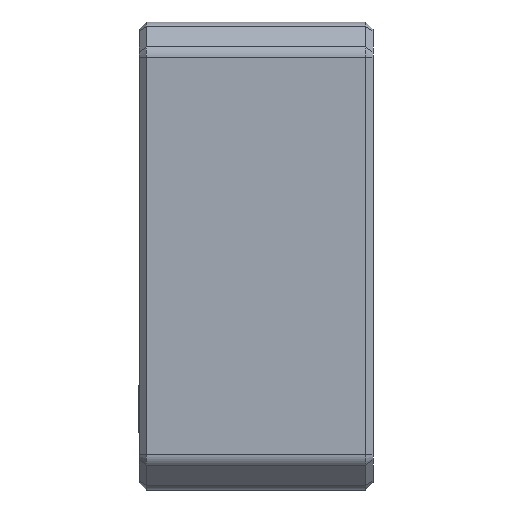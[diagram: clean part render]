
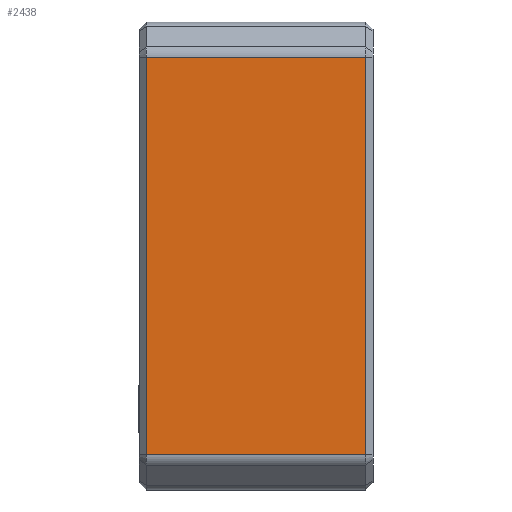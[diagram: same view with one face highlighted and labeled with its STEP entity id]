
A CAD part, front view. The second image highlights one B-rep face of the part: STEP entity #2438.
In plain terms, the highlighted planar face has unit normal (0, -1, 0).
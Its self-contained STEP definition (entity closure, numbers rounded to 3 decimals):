
#155=PLANE('',#2676);
#319=FACE_OUTER_BOUND('',#466,.T.);
#466=EDGE_LOOP('',(#2186,#2187,#2188,#2189));
#486=LINE('',#3391,#698);
#565=LINE('',#3621,#777);
#668=LINE('',#5122,#880);
#681=LINE('',#5148,#893);
#698=VECTOR('',#2725,10.);
#777=VECTOR('',#2968,10.);
#880=VECTOR('',#3293,10.);
#893=VECTOR('',#3332,10.);
#994=VERTEX_POINT('',#3379);
#998=VERTEX_POINT('',#3389);
#1067=VERTEX_POINT('',#3620);
#1190=VERTEX_POINT('',#5116);
#1213=EDGE_CURVE('',#998,#994,#486,.T.);
#1329=EDGE_CURVE('',#994,#1067,#565,.T.);
#1531=EDGE_CURVE('',#1067,#1190,#668,.T.);
#1544=EDGE_CURVE('',#1190,#998,#681,.T.);
#2186=ORIENTED_EDGE('',*,*,#1213,.F.);
#2187=ORIENTED_EDGE('',*,*,#1544,.F.);
#2188=ORIENTED_EDGE('',*,*,#1531,.F.);
#2189=ORIENTED_EDGE('',*,*,#1329,.F.);
#2438=ADVANCED_FACE('',(#319),#155,.T.);
#2676=AXIS2_PLACEMENT_3D('',#5149,#3333,#3334);
#2725=DIRECTION('',(0.,0.,-1.));
#2968=DIRECTION('',(-1.,0.,0.));
#3293=DIRECTION('',(0.,0.,1.));
#3332=DIRECTION('',(1.,0.,0.));
#3333=DIRECTION('center_axis',(0.,-1.,0.));
#3334=DIRECTION('ref_axis',(0.,0.,-1.));
#3379=CARTESIAN_POINT('',(3.75,-7.9,-6.793));
#3389=CARTESIAN_POINT('',(3.75,-7.9,6.793));
#3391=CARTESIAN_POINT('',(3.75,-7.9,4.));
#3620=CARTESIAN_POINT('',(-3.75,-7.9,-6.793));
#3621=CARTESIAN_POINT('',(0.,-7.9,-6.793));
#5116=CARTESIAN_POINT('',(-3.75,-7.9,6.793));
#5122=CARTESIAN_POINT('',(-3.75,-7.9,4.));
#5148=CARTESIAN_POINT('',(0.,-7.9,6.793));
#5149=CARTESIAN_POINT('Origin',(0.,-7.9,8.));
